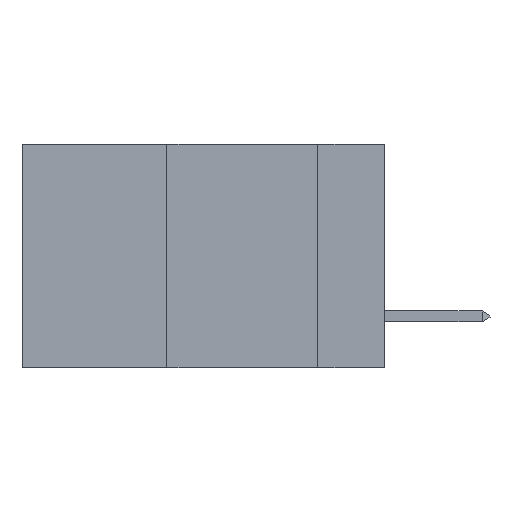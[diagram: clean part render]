
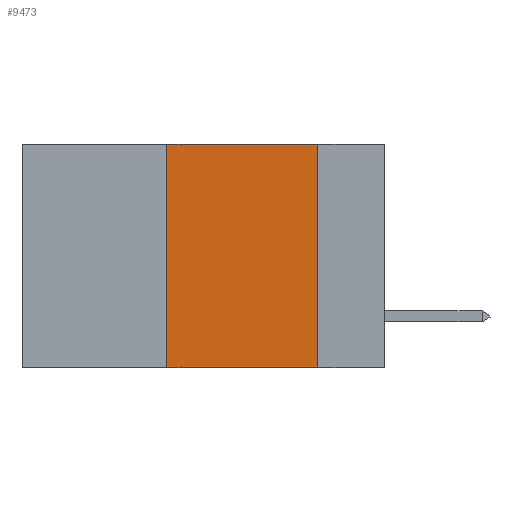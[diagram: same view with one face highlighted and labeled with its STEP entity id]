
A CAD part, left-side view. The second image highlights one B-rep face of the part: STEP entity #9473.
In plain terms, the highlighted planar face has unit normal (-1, 0, 0).
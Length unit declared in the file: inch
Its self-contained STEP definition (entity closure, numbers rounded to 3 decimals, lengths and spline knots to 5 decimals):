
#77 = DIRECTION ( 'NONE',  ( 0., -1., 0. ) ) ;
#556 = VECTOR ( 'NONE', #4354, 39.37008 ) ;
#1500 = ORIENTED_EDGE ( 'NONE', *, *, #3192, .T. ) ;
#2735 = VERTEX_POINT ( 'NONE', #5617 ) ;
#3060 = LINE ( 'NONE', #14017, #556 ) ;
#3192 = EDGE_CURVE ( 'NONE', #17558, #3473, #15457, .T. ) ;
#3424 = FACE_OUTER_BOUND ( 'NONE', #9895, .T. ) ;
#3473 = VERTEX_POINT ( 'NONE', #10100 ) ;
#3948 = VECTOR ( 'NONE', #20300, 39.37008 ) ;
#4165 = VECTOR ( 'NONE', #13253, 39.37008 ) ;
#4334 = CARTESIAN_POINT ( 'NONE',  ( 0., 0.36, 0. ) ) ;
#4354 = DIRECTION ( 'NONE',  ( 0., 0., -1. ) ) ;
#5200 = LINE ( 'NONE', #4334, #3948 ) ;
#5617 = CARTESIAN_POINT ( 'NONE',  ( 0., 0.11, 0. ) ) ;
#6170 = DIRECTION ( 'NONE',  ( 1., 0., 0. ) ) ;
#6693 = ORIENTED_EDGE ( 'NONE', *, *, #17265, .F. ) ;
#9198 = CARTESIAN_POINT ( 'NONE',  ( 0., 0.6, 0. ) ) ;
#9473 = ADVANCED_FACE ( 'NONE', ( #3424 ), #15652, .F. ) ;
#9748 = CARTESIAN_POINT ( 'NONE',  ( 0., 0.6, -0.37 ) ) ;
#9895 = EDGE_LOOP ( 'NONE', ( #19192, #20087, #6693, #1500 ) ) ;
#10100 = CARTESIAN_POINT ( 'NONE',  ( 0., 0.11, -0.37 ) ) ;
#12573 = EDGE_CURVE ( 'NONE', #2735, #3473, #3060, .T. ) ;
#13253 = DIRECTION ( 'NONE',  ( 0., -1., 0. ) ) ;
#13385 = EDGE_CURVE ( 'NONE', #18815, #2735, #16813, .T. ) ;
#14017 = CARTESIAN_POINT ( 'NONE',  ( 0., 0.11, 0. ) ) ;
#14643 = CARTESIAN_POINT ( 'NONE',  ( 0., 0.6, 0. ) ) ;
#14763 = CARTESIAN_POINT ( 'NONE',  ( 0., 0.36, 0. ) ) ;
#15433 = AXIS2_PLACEMENT_3D ( 'NONE', #9198, #6170, #17409 ) ;
#15457 = LINE ( 'NONE', #9748, #4165 ) ;
#15652 = PLANE ( 'NONE',  #15433 ) ;
#16398 = CARTESIAN_POINT ( 'NONE',  ( 0., 0.36, -0.37 ) ) ;
#16813 = LINE ( 'NONE', #14643, #17315 ) ;
#17265 = EDGE_CURVE ( 'NONE', #17558, #18815, #5200, .T. ) ;
#17315 = VECTOR ( 'NONE', #77, 39.37008 ) ;
#17409 = DIRECTION ( 'NONE',  ( 0., 0., -1. ) ) ;
#17558 = VERTEX_POINT ( 'NONE', #16398 ) ;
#18815 = VERTEX_POINT ( 'NONE', #14763 ) ;
#19192 = ORIENTED_EDGE ( 'NONE', *, *, #12573, .F. ) ;
#20087 = ORIENTED_EDGE ( 'NONE', *, *, #13385, .F. ) ;
#20300 = DIRECTION ( 'NONE',  ( 0., 0., 1. ) ) ;
